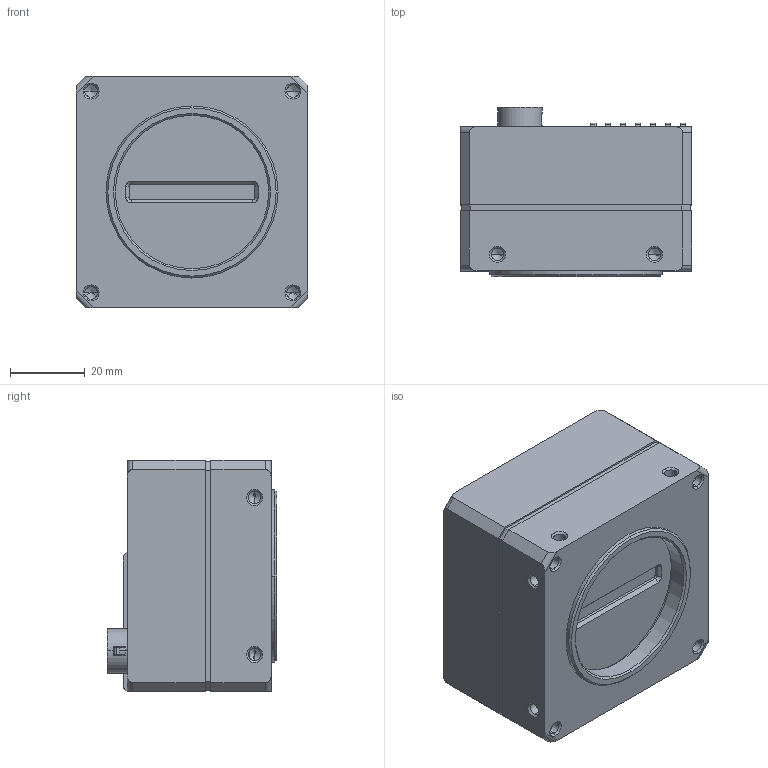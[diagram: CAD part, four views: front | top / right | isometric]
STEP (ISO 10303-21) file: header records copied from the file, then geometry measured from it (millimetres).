
FILE_DESCRIPTION(('STEP AP214'),'1');
FILE_NAME('EG-CL(LineScan).stp','2022-12-21T03:12:46',(' '),(' '),'Spatial InterOp 3D',' ',' ');
FILE_SCHEMA(('AUTOMOTIVE_DESIGN { 1 0 10303 214 1 1 1 1 }'));
Length unit declared in the file: metre
Products named in the file (2): EG-CL(LineScan); Component1
Assembly tree (1 placements, depth 2):
  EG-CL(LineScan)
    Component1
Bounding box: 62 x 45.34 x 62 mm (x, y, z)
Volume: 135279.2 mm3; surface area: 28788.3 mm2
Topology: 1 solids, 17 shells, 1737 faces, 4735 edges, 3053 vertices
Faces by surface type: plane 1079, cylinder 498, cone 121, torus 26, bspline 13
Entity records: 55777 total; most frequent: CARTESIAN_POINT 11133, ORIENTED_EDGE 9406, DIRECTION 9252, EDGE_CURVE 4703, LINE 3272, VECTOR 3272, VERTEX_POINT 3053, AXIS2_PLACEMENT_3D 2990
